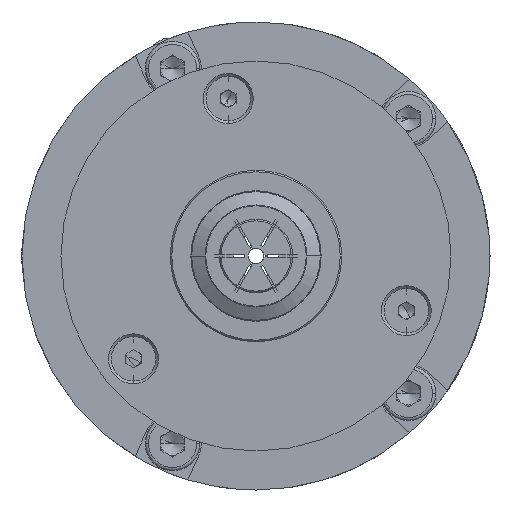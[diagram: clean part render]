
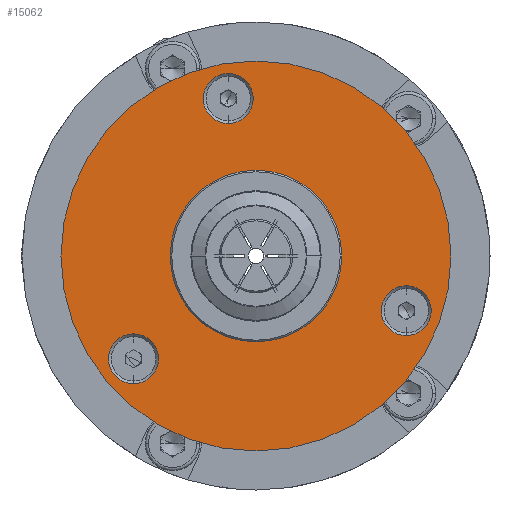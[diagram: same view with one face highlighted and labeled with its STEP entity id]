
A CAD part, left-side view. The second image highlights one B-rep face of the part: STEP entity #15062.
In plain terms, the highlighted planar face has unit normal (-1, 0, 0).
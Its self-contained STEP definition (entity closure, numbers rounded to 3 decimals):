
#6160 = CARTESIAN_POINT ( 'NONE',  ( -12.2, 0., -25. ) ) ;
#6211 = DIRECTION ( 'NONE',  ( 0., 0., 1. ) ) ;
#6212 = DIRECTION ( 'NONE',  ( -1., 0., 0. ) ) ;
#6213 = CARTESIAN_POINT ( 'NONE',  ( -12.2, 3.56, 20.189 ) ) ;
#6214 = AXIS2_PLACEMENT_3D ( 'NONE', #6213, #6212, #6211 ) ;
#6215 = CIRCLE ( 'NONE', #6214, 3.2 ) ;
#6222 = CARTESIAN_POINT ( 'NONE',  ( -12.2, 3.56, 23.389 ) ) ;
#6223 = DIRECTION ( 'NONE',  ( -1., 0., 0. ) ) ;
#6224 = AXIS2_PLACEMENT_3D ( 'NONE', #6226, #6223, #6234 ) ;
#6225 = CIRCLE ( 'NONE', #6224, 3.2 ) ;
#6226 = CARTESIAN_POINT ( 'NONE',  ( -12.2, -19.264, -7.011 ) ) ;
#6233 = CARTESIAN_POINT ( 'NONE',  ( -12.2, -19.264, -3.811 ) ) ;
#6234 = DIRECTION ( 'NONE',  ( 0., 0., 1. ) ) ;
#6235 = CARTESIAN_POINT ( 'NONE',  ( -12.2, -19.264, -10.211 ) ) ;
#6355 = CARTESIAN_POINT ( 'NONE',  ( -12.2, 3.56, 16.989 ) ) ;
#6585 = CARTESIAN_POINT ( 'NONE',  ( -12.2, 15.704, -16.377 ) ) ;
#6780 = CARTESIAN_POINT ( 'NONE',  ( -12.2, 0., 0. ) ) ;
#6805 = CIRCLE ( 'NONE', #6827, 25. ) ;
#6810 = DIRECTION ( 'NONE',  ( 0., 0., -1. ) ) ;
#6811 = DIRECTION ( 'NONE',  ( 1., 0., 0. ) ) ;
#6812 = AXIS2_PLACEMENT_3D ( 'NONE', #6780, #6811, #6810 ) ;
#6813 = CIRCLE ( 'NONE', #6812, 9.8 ) ;
#6824 = DIRECTION ( 'NONE',  ( 0., 0., -1. ) ) ;
#6825 = DIRECTION ( 'NONE',  ( 1., 0., 0. ) ) ;
#6826 = CARTESIAN_POINT ( 'NONE',  ( -12.2, 0., 0. ) ) ;
#6827 = AXIS2_PLACEMENT_3D ( 'NONE', #6826, #6825, #6824 ) ;
#6828 = DIRECTION ( 'NONE',  ( 0., 0., -1. ) ) ;
#6829 = DIRECTION ( 'NONE',  ( 1., 0., 0. ) ) ;
#6830 = CARTESIAN_POINT ( 'NONE',  ( -12.2, 0., 0. ) ) ;
#6831 = AXIS2_PLACEMENT_3D ( 'NONE', #6830, #6829, #6828 ) ;
#6832 = CIRCLE ( 'NONE', #6831, 9.8 ) ;
#6833 = CARTESIAN_POINT ( 'NONE',  ( -12.2, 0., 9.8 ) ) ;
#6834 = CARTESIAN_POINT ( 'NONE',  ( -12.2, 0., -9.8 ) ) ;
#7019 = DIRECTION ( 'NONE',  ( 0., 0., 1. ) ) ;
#7020 = DIRECTION ( 'NONE',  ( -1., 0., 0. ) ) ;
#7021 = CARTESIAN_POINT ( 'NONE',  ( -12.2, 3.56, 20.189 ) ) ;
#7033 = PLANE ( 'NONE',  #7069 ) ;
#7043 = FACE_BOUND ( 'NONE', #15045, .T. ) ;
#7044 = FACE_BOUND ( 'NONE', #15032, .T. ) ;
#7045 = FACE_BOUND ( 'NONE', #14826, .T. ) ;
#7046 = FACE_BOUND ( 'NONE', #15063, .T. ) ;
#7060 = DIRECTION ( 'NONE',  ( 0., 0., 1. ) ) ;
#7061 = DIRECTION ( 'NONE',  ( -1., 0., 0. ) ) ;
#7062 = CARTESIAN_POINT ( 'NONE',  ( -12.2, 25., 0. ) ) ;
#7069 = AXIS2_PLACEMENT_3D ( 'NONE', #7062, #7061, #7060 ) ;
#7070 = FACE_OUTER_BOUND ( 'NONE', #15058, .T. ) ;
#7071 = AXIS2_PLACEMENT_3D ( 'NONE', #7021, #7020, #7019 ) ;
#7072 = CIRCLE ( 'NONE', #7071, 3.2 ) ;
#7099 = CIRCLE ( 'NONE', #7129, 25. ) ;
#7120 = CARTESIAN_POINT ( 'NONE',  ( -12.2, 15.704, -13.177 ) ) ;
#7121 = CIRCLE ( 'NONE', #7193, 3.2 ) ;
#7125 = CARTESIAN_POINT ( 'NONE',  ( -12.2, 0., 25. ) ) ;
#7126 = DIRECTION ( 'NONE',  ( 0., 0., -1. ) ) ;
#7127 = DIRECTION ( 'NONE',  ( 1., 0., 0. ) ) ;
#7128 = CARTESIAN_POINT ( 'NONE',  ( -12.2, 0., 0. ) ) ;
#7129 = AXIS2_PLACEMENT_3D ( 'NONE', #7128, #7127, #7126 ) ;
#7131 = DIRECTION ( 'NONE',  ( 0., 0., 1. ) ) ;
#7137 = AXIS2_PLACEMENT_3D ( 'NONE', #7146, #7145, #7131 ) ;
#7138 = CIRCLE ( 'NONE', #7137, 3.2 ) ;
#7145 = DIRECTION ( 'NONE',  ( -1., 0., 0. ) ) ;
#7146 = CARTESIAN_POINT ( 'NONE',  ( -12.2, 15.704, -13.177 ) ) ;
#7190 = CARTESIAN_POINT ( 'NONE',  ( -12.2, 15.704, -9.977 ) ) ;
#7191 = DIRECTION ( 'NONE',  ( 0., 0., 1. ) ) ;
#7192 = DIRECTION ( 'NONE',  ( -1., 0., 0. ) ) ;
#7193 = AXIS2_PLACEMENT_3D ( 'NONE', #7120, #7192, #7191 ) ;
#8373 = CIRCLE ( 'NONE', #8377, 3.2 ) ;
#8374 = DIRECTION ( 'NONE',  ( 0., 0., 1. ) ) ;
#8375 = DIRECTION ( 'NONE',  ( -1., 0., 0. ) ) ;
#8376 = CARTESIAN_POINT ( 'NONE',  ( -12.2, -19.264, -7.011 ) ) ;
#8377 = AXIS2_PLACEMENT_3D ( 'NONE', #8376, #8375, #8374 ) ;
#14436 = VERTEX_POINT ( 'NONE', #6160 ) ;
#14476 = VERTEX_POINT ( 'NONE', #6235 ) ;
#14478 = EDGE_CURVE ( 'NONE', #14476, #14479, #6225, .T. ) ;
#14479 = VERTEX_POINT ( 'NONE', #6233 ) ;
#14482 = EDGE_CURVE ( 'NONE', #14593, #14483, #6215, .T. ) ;
#14483 = VERTEX_POINT ( 'NONE', #6222 ) ;
#14593 = VERTEX_POINT ( 'NONE', #6355 ) ;
#14825 = ORIENTED_EDGE ( 'NONE', *, *, #14482, .F. ) ;
#14826 = EDGE_LOOP ( 'NONE', ( #15030, #15031 ) ) ;
#14828 = VERTEX_POINT ( 'NONE', #6585 ) ;
#15019 = EDGE_CURVE ( 'NONE', #15153, #14436, #6805, .T. ) ;
#15030 = ORIENTED_EDGE ( 'NONE', *, *, #15061, .F. ) ;
#15031 = ORIENTED_EDGE ( 'NONE', *, *, #14478, .F. ) ;
#15032 = EDGE_LOOP ( 'NONE', ( #15042, #15043 ) ) ;
#15042 = ORIENTED_EDGE ( 'NONE', *, *, #15139, .F. ) ;
#15043 = ORIENTED_EDGE ( 'NONE', *, *, #15147, .F. ) ;
#15045 = EDGE_LOOP ( 'NONE', ( #15046, #15054 ) ) ;
#15046 = ORIENTED_EDGE ( 'NONE', *, *, #15049, .T. ) ;
#15049 = EDGE_CURVE ( 'NONE', #15051, #15053, #6813, .T. ) ;
#15051 = VERTEX_POINT ( 'NONE', #6834 ) ;
#15053 = VERTEX_POINT ( 'NONE', #6833 ) ;
#15054 = ORIENTED_EDGE ( 'NONE', *, *, #15055, .T. ) ;
#15055 = EDGE_CURVE ( 'NONE', #15053, #15051, #6832, .T. ) ;
#15058 = EDGE_LOOP ( 'NONE', ( #15154, #15155 ) ) ;
#15061 = EDGE_CURVE ( 'NONE', #14479, #14476, #8373, .T. ) ;
#15062 = ADVANCED_FACE ( 'NONE', ( #7046, #7045, #7044, #7043, #7070 ), #7033, .T. ) ;
#15063 = EDGE_LOOP ( 'NONE', ( #15066, #14825 ) ) ;
#15066 = ORIENTED_EDGE ( 'NONE', *, *, #15068, .F. ) ;
#15068 = EDGE_CURVE ( 'NONE', #14483, #14593, #7072, .T. ) ;
#15139 = EDGE_CURVE ( 'NONE', #15148, #14828, #7138, .T. ) ;
#15147 = EDGE_CURVE ( 'NONE', #14828, #15148, #7121, .T. ) ;
#15148 = VERTEX_POINT ( 'NONE', #7190 ) ;
#15152 = EDGE_CURVE ( 'NONE', #14436, #15153, #7099, .T. ) ;
#15153 = VERTEX_POINT ( 'NONE', #7125 ) ;
#15154 = ORIENTED_EDGE ( 'NONE', *, *, #15152, .F. ) ;
#15155 = ORIENTED_EDGE ( 'NONE', *, *, #15019, .F. ) ;
